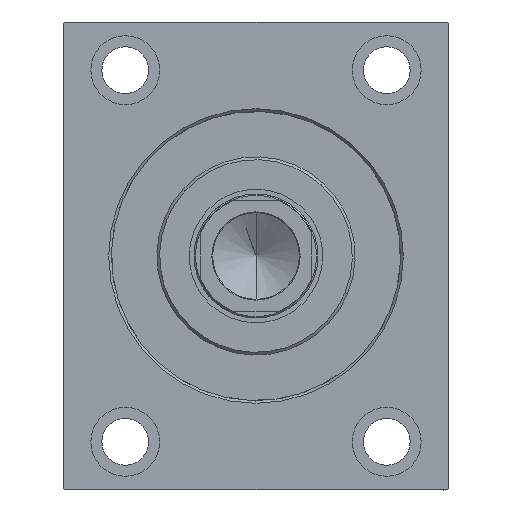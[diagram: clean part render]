
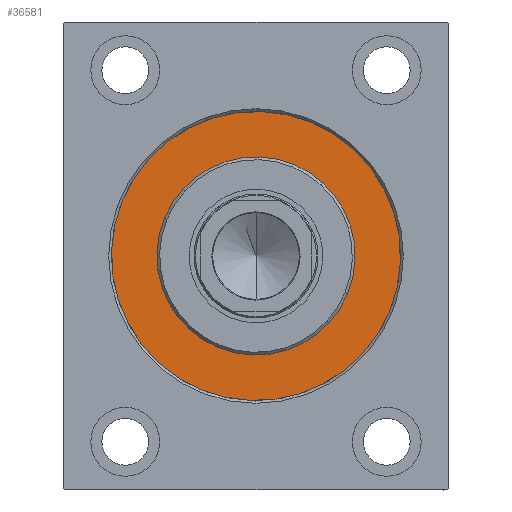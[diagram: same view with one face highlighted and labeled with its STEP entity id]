
A CAD part, left-side view. The second image highlights one B-rep face of the part: STEP entity #36581.
In plain terms, the highlighted face is planar.
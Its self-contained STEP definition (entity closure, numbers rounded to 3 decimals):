
#452 = DIRECTION ( 'NONE',  ( 0., 0., -1. ) ) ;
#834 = EDGE_CURVE ( 'NONE', #38749, #13427, #21729, .T. ) ;
#3850 = CARTESIAN_POINT ( 'NONE',  ( 0., 0., 0. ) ) ;
#4542 = CARTESIAN_POINT ( 'NONE',  ( 0., 0., 0. ) ) ;
#4989 = FACE_OUTER_BOUND ( 'NONE', #25282, .T. ) ;
#6549 = ORIENTED_EDGE ( 'NONE', *, *, #7840, .F. ) ;
#7162 = DIRECTION ( 'NONE',  ( 0., 0., 1. ) ) ;
#7840 = EDGE_CURVE ( 'NONE', #13427, #38749, #11726, .T. ) ;
#8178 = DIRECTION ( 'NONE',  ( 1., 0., 0. ) ) ;
#8384 = PLANE ( 'NONE',  #26276 ) ;
#8674 = ORIENTED_EDGE ( 'NONE', *, *, #834, .F. ) ;
#11441 = CARTESIAN_POINT ( 'NONE',  ( 0., 0., 0. ) ) ;
#11726 = CIRCLE ( 'NONE', #12444, 36. ) ;
#12240 = CARTESIAN_POINT ( 'NONE',  ( 0., 0., 0. ) ) ;
#12444 = AXIS2_PLACEMENT_3D ( 'NONE', #3850, #21475, #452 ) ;
#13267 = VERTEX_POINT ( 'NONE', #27623 ) ;
#13427 = VERTEX_POINT ( 'NONE', #36867 ) ;
#14278 = FACE_BOUND ( 'NONE', #43228, .T. ) ;
#15034 = ORIENTED_EDGE ( 'NONE', *, *, #35178, .F. ) ;
#16571 = CIRCLE ( 'NONE', #18743, 52.5 ) ;
#18743 = AXIS2_PLACEMENT_3D ( 'NONE', #18747, #22366, #29181 ) ;
#18747 = CARTESIAN_POINT ( 'NONE',  ( 0., 0., 0. ) ) ;
#18834 = AXIS2_PLACEMENT_3D ( 'NONE', #12240, #8178, #32859 ) ;
#20900 = EDGE_CURVE ( 'NONE', #31672, #13267, #16571, .T. ) ;
#21475 = DIRECTION ( 'NONE',  ( 1., 0., 0. ) ) ;
#21729 = CIRCLE ( 'NONE', #18834, 36. ) ;
#22366 = DIRECTION ( 'NONE',  ( -1., 0., 0. ) ) ;
#24588 = CARTESIAN_POINT ( 'NONE',  ( 0., 0., -52.5 ) ) ;
#24818 = DIRECTION ( 'NONE',  ( -1., 0., 0. ) ) ;
#25282 = EDGE_LOOP ( 'NONE', ( #39398, #15034 ) ) ;
#26240 = AXIS2_PLACEMENT_3D ( 'NONE', #11441, #24818, #7162 ) ;
#26276 = AXIS2_PLACEMENT_3D ( 'NONE', #4542, #32161, #42544 ) ;
#27623 = CARTESIAN_POINT ( 'NONE',  ( 0., 0., 52.5 ) ) ;
#29181 = DIRECTION ( 'NONE',  ( 0., 0., 1. ) ) ;
#31672 = VERTEX_POINT ( 'NONE', #24588 ) ;
#32161 = DIRECTION ( 'NONE',  ( -1., 0., 0. ) ) ;
#32347 = CARTESIAN_POINT ( 'NONE',  ( 0., 0., -36. ) ) ;
#32859 = DIRECTION ( 'NONE',  ( 0., 0., -1. ) ) ;
#35178 = EDGE_CURVE ( 'NONE', #13267, #31672, #38522, .T. ) ;
#36581 = ADVANCED_FACE ( 'NONE', ( #14278, #4989 ), #8384, .F. ) ;
#36867 = CARTESIAN_POINT ( 'NONE',  ( 0., 0., 36. ) ) ;
#38522 = CIRCLE ( 'NONE', #26240, 52.5 ) ;
#38749 = VERTEX_POINT ( 'NONE', #32347 ) ;
#39398 = ORIENTED_EDGE ( 'NONE', *, *, #20900, .F. ) ;
#42544 = DIRECTION ( 'NONE',  ( 0., 0., 1. ) ) ;
#43228 = EDGE_LOOP ( 'NONE', ( #6549, #8674 ) ) ;
